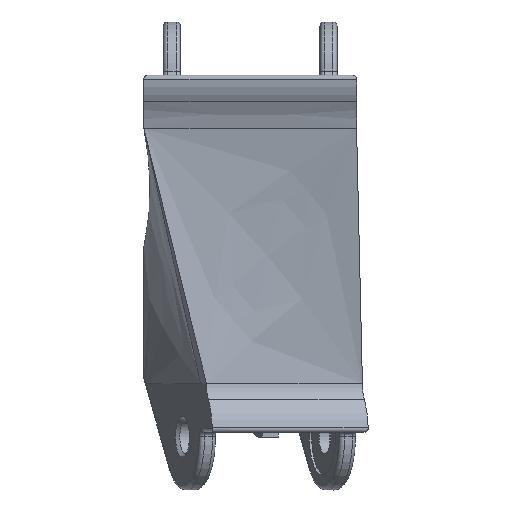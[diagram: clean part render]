
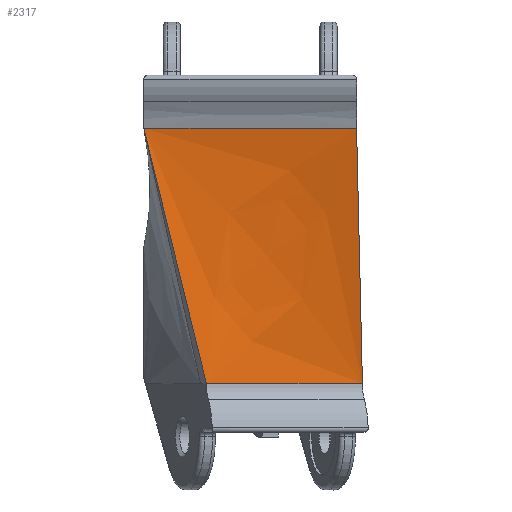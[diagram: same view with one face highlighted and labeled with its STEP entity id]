
A CAD part, top view. The second image highlights one B-rep face of the part: STEP entity #2317.
In plain terms, the highlighted free-form (B-spline) face has degree [3, 1] with [4, 2] control points.
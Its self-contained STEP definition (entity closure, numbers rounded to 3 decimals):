
#124=B_SPLINE_SURFACE_WITH_KNOTS('',3,1,((#4016,#4017),(#4018,#4019),(#4020,
#4021),(#4022,#4023)),.RULED_SURF.,.F.,.F.,.F.,(4,4),(2,2),(0.,1.),(0.,
1.),.PIECEWISE_BEZIER_KNOTS.);
#319=LINE('',#4024,#482);
#320=LINE('',#4025,#483);
#321=LINE('',#4026,#484);
#322=LINE('',#4027,#485);
#482=VECTOR('',#3099,1000.);
#483=VECTOR('',#3100,1000.);
#484=VECTOR('',#3101,1000.);
#485=VECTOR('',#3102,1000.);
#863=ORIENTED_EDGE('',*,*,#1433,.F.);
#864=ORIENTED_EDGE('',*,*,#1434,.F.);
#865=ORIENTED_EDGE('',*,*,#1435,.T.);
#866=ORIENTED_EDGE('',*,*,#1436,.T.);
#1433=EDGE_CURVE('',#1690,#1637,#319,.T.);
#1434=EDGE_CURVE('',#1565,#1690,#320,.T.);
#1435=EDGE_CURVE('',#1565,#1663,#321,.T.);
#1436=EDGE_CURVE('',#1663,#1637,#322,.T.);
#1565=VERTEX_POINT('',#3474);
#1637=VERTEX_POINT('',#3709);
#1663=VERTEX_POINT('',#3795);
#1690=VERTEX_POINT('',#3859);
#1955=EDGE_LOOP('',(#863,#864,#865,#866));
#2127=FACE_BOUND('',#1955,.T.);
#2317=ADVANCED_FACE('',(#2127),#124,.T.);
#3099=DIRECTION('',(-0.94,0.,0.342));
#3100=DIRECTION('',(0.022,-0.975,-0.221));
#3101=DIRECTION('',(-1.,0.,0.));
#3102=DIRECTION('',(0.238,-0.971,-0.004));
#3474=CARTESIAN_POINT('',(12.5,0.,14.5));
#3709=CARTESIAN_POINT('',(-5.145,-30.,14.379));
#3795=CARTESIAN_POINT('',(-12.5,0.,14.5));
#3859=CARTESIAN_POINT('',(13.184,-30.,7.708));
#4016=CARTESIAN_POINT('',(12.5,0.,14.5));
#4017=CARTESIAN_POINT('',(13.184,-30.,7.708));
#4018=CARTESIAN_POINT('',(4.167,0.,14.5));
#4019=CARTESIAN_POINT('',(7.074,-30.,9.932));
#4020=CARTESIAN_POINT('',(-4.167,0.,14.5));
#4021=CARTESIAN_POINT('',(0.965,-30.,12.156));
#4022=CARTESIAN_POINT('',(-12.5,0.,14.5));
#4023=CARTESIAN_POINT('',(-5.145,-30.,14.379));
#4024=CARTESIAN_POINT('',(13.184,-30.,7.708));
#4025=CARTESIAN_POINT('',(12.842,-15.,11.104));
#4026=CARTESIAN_POINT('',(12.5,0.,14.5));
#4027=CARTESIAN_POINT('',(-8.822,-15.,14.44));
